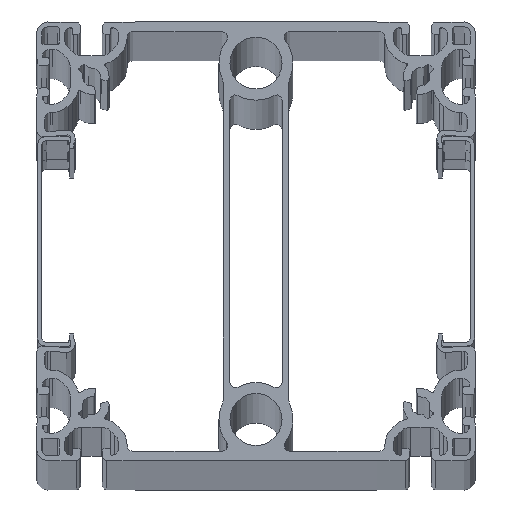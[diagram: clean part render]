
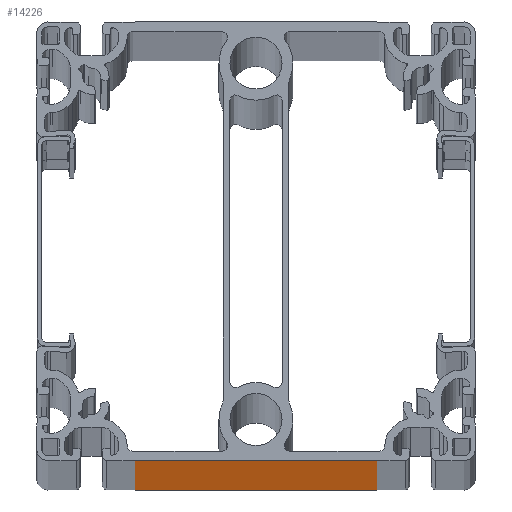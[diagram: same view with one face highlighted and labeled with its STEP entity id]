
A CAD part, top view. The second image highlights one B-rep face of the part: STEP entity #14226.
In plain terms, the highlighted planar face has unit normal (0, -1, 0).
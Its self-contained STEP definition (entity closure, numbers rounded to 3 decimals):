
#116 = LINE ( 'NONE', #12258, #5145 ) ;
#899 = VECTOR ( 'NONE', #4032, 1000. ) ;
#1045 = LINE ( 'NONE', #12768, #899 ) ;
#1741 = VERTEX_POINT ( 'NONE', #16681 ) ;
#2306 = VERTEX_POINT ( 'NONE', #8896 ) ;
#2405 = EDGE_CURVE ( 'NONE', #2306, #1741, #15604, .T. ) ;
#2443 = CARTESIAN_POINT ( 'NONE',  ( 44., -80., 0. ) ) ;
#3600 = CARTESIAN_POINT ( 'NONE',  ( -44., -80., 0. ) ) ;
#4032 = DIRECTION ( 'NONE',  ( 1., 0., 0. ) ) ;
#5145 = VECTOR ( 'NONE', #12299, 1000. ) ;
#5363 = DIRECTION ( 'NONE',  ( 1., 0., 0. ) ) ;
#6367 = FACE_OUTER_BOUND ( 'NONE', #8045, .T. ) ;
#6378 = ORIENTED_EDGE ( 'NONE', *, *, #10244, .F. ) ;
#6397 = DIRECTION ( 'NONE',  ( -1., 0., 0. ) ) ;
#7276 = PLANE ( 'NONE',  #10012 ) ;
#7761 = VERTEX_POINT ( 'NONE', #2443 ) ;
#8045 = EDGE_LOOP ( 'NONE', ( #6378, #11112, #11548, #12117 ) ) ;
#8343 = CARTESIAN_POINT ( 'NONE',  ( 0., -80., 6130. ) ) ;
#8896 = CARTESIAN_POINT ( 'NONE',  ( -44., -80., 6130. ) ) ;
#10012 = AXIS2_PLACEMENT_3D ( 'NONE', #15884, #14510, #6397 ) ;
#10244 = EDGE_CURVE ( 'NONE', #1741, #7761, #16311, .T. ) ;
#10781 = EDGE_CURVE ( 'NONE', #2306, #15757, #116, .T. ) ;
#11112 = ORIENTED_EDGE ( 'NONE', *, *, #2405, .F. ) ;
#11548 = ORIENTED_EDGE ( 'NONE', *, *, #10781, .T. ) ;
#12117 = ORIENTED_EDGE ( 'NONE', *, *, #15156, .T. ) ;
#12258 = CARTESIAN_POINT ( 'NONE',  ( -44., -80., 6130. ) ) ;
#12299 = DIRECTION ( 'NONE',  ( 0., 0., -1. ) ) ;
#12768 = CARTESIAN_POINT ( 'NONE',  ( 0., -80., 0. ) ) ;
#14226 = ADVANCED_FACE ( 'NONE', ( #6367 ), #7276, .F. ) ;
#14510 = DIRECTION ( 'NONE',  ( 0., 1., 0. ) ) ;
#15023 = VECTOR ( 'NONE', #18418, 1000. ) ;
#15156 = EDGE_CURVE ( 'NONE', #15757, #7761, #1045, .T. ) ;
#15604 = LINE ( 'NONE', #8343, #15719 ) ;
#15719 = VECTOR ( 'NONE', #5363, 1000. ) ;
#15757 = VERTEX_POINT ( 'NONE', #3600 ) ;
#15884 = CARTESIAN_POINT ( 'NONE',  ( 0., -80., 6130. ) ) ;
#16311 = LINE ( 'NONE', #18524, #15023 ) ;
#16681 = CARTESIAN_POINT ( 'NONE',  ( 44., -80., 6130. ) ) ;
#18418 = DIRECTION ( 'NONE',  ( 0., 0., -1. ) ) ;
#18524 = CARTESIAN_POINT ( 'NONE',  ( 44., -80., 6130. ) ) ;
